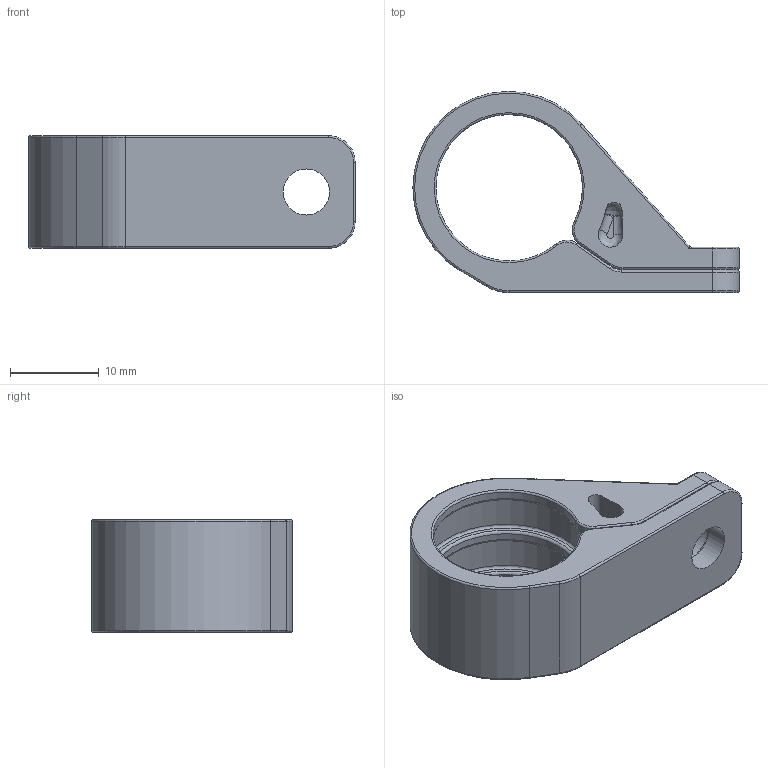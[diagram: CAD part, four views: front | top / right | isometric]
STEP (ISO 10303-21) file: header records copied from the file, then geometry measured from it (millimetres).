
FILE_DESCRIPTION((''),'2;1');
FILE_NAME('3506_8219_544-BOITIER-FERME','2020-03-12T',('presta_be4'),(''),'CREO PARAMETRIC BY PTC INC, 2018360','CREO PARAMETRIC BY PTC INC, 2018360','');
FILE_SCHEMA(('CONFIG_CONTROL_DESIGN'));
Length unit declared in the file: millimetre
Products named in the file (1): 3506_8219_544-BOITIER-FERME
Bounding box: 36.75 x 22.65 x 12.7 mm (x, y, z)
Volume: 3208.6 mm3; surface area: 3366.4 mm2
Topology: 1 solids, 1 shells, 132 faces, 307 edges, 178 vertices
Faces by surface type: cylinder 53, torus 43, plane 22, bspline 12, cone 1, sphere 1
Entity records: 5384 total; most frequent: CARTESIAN_POINT 2317, DIRECTION 694, ORIENTED_EDGE 612, EDGE_CURVE 306, AXIS2_PLACEMENT_3D 299, CIRCLE 179, VERTEX_POINT 178, EDGE_LOOP 138
